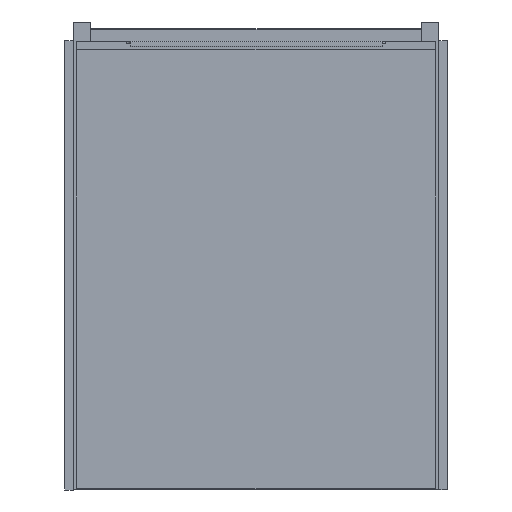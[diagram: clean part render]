
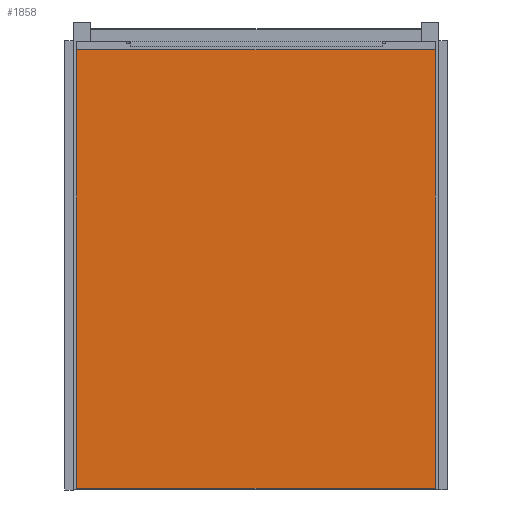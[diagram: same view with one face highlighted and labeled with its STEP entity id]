
A CAD part, front view. The second image highlights one B-rep face of the part: STEP entity #1858.
In plain terms, the highlighted planar face has unit normal (0, -1, 0).
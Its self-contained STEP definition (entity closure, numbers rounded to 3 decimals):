
#134=FACE_OUTER_BOUND('',#245,.T.);
#245=EDGE_LOOP('',(#1283,#1284,#1285,#1286));
#368=LINE('',#2736,#582);
#370=LINE('',#2742,#584);
#375=LINE('',#2750,#589);
#376=LINE('',#2752,#590);
#582=VECTOR('',#2184,329.);
#584=VECTOR('',#2188,329.);
#589=VECTOR('',#2197,402.);
#590=VECTOR('',#2200,402.);
#786=VERTEX_POINT('',#2730);
#788=VERTEX_POINT('',#2734);
#789=VERTEX_POINT('',#2738);
#791=VERTEX_POINT('',#2741);
#976=EDGE_CURVE('',#786,#788,#368,.T.);
#978=EDGE_CURVE('',#791,#789,#370,.T.);
#983=EDGE_CURVE('',#788,#791,#375,.T.);
#984=EDGE_CURVE('',#786,#789,#376,.T.);
#1283=ORIENTED_EDGE('',*,*,#984,.F.);
#1284=ORIENTED_EDGE('',*,*,#976,.T.);
#1285=ORIENTED_EDGE('',*,*,#983,.T.);
#1286=ORIENTED_EDGE('',*,*,#978,.T.);
#1775=PLANE('',#1980);
#1858=ADVANCED_FACE('',(#134),#1775,.T.);
#1980=AXIS2_PLACEMENT_3D('',#2751,#2198,#2199);
#2184=DIRECTION('',(-1.,0.,0.));
#2188=DIRECTION('',(1.,0.,0.));
#2197=DIRECTION('',(0.,0.,-1.));
#2198=DIRECTION('center_axis',(0.,-1.,0.));
#2199=DIRECTION('ref_axis',(0.,0.,-1.));
#2200=DIRECTION('',(0.,0.,-1.));
#2730=CARTESIAN_POINT('',(340.,-293.,403.5));
#2734=CARTESIAN_POINT('',(11.,-293.,403.5));
#2736=CARTESIAN_POINT('',(175.5,-293.,403.5));
#2738=CARTESIAN_POINT('',(340.,-293.,1.5));
#2741=CARTESIAN_POINT('',(11.,-293.,1.5));
#2742=CARTESIAN_POINT('',(175.5,-293.,1.5));
#2750=CARTESIAN_POINT('',(11.,-293.,202.5));
#2751=CARTESIAN_POINT('Origin',(175.5,-293.,202.5));
#2752=CARTESIAN_POINT('',(340.,-293.,202.5));
